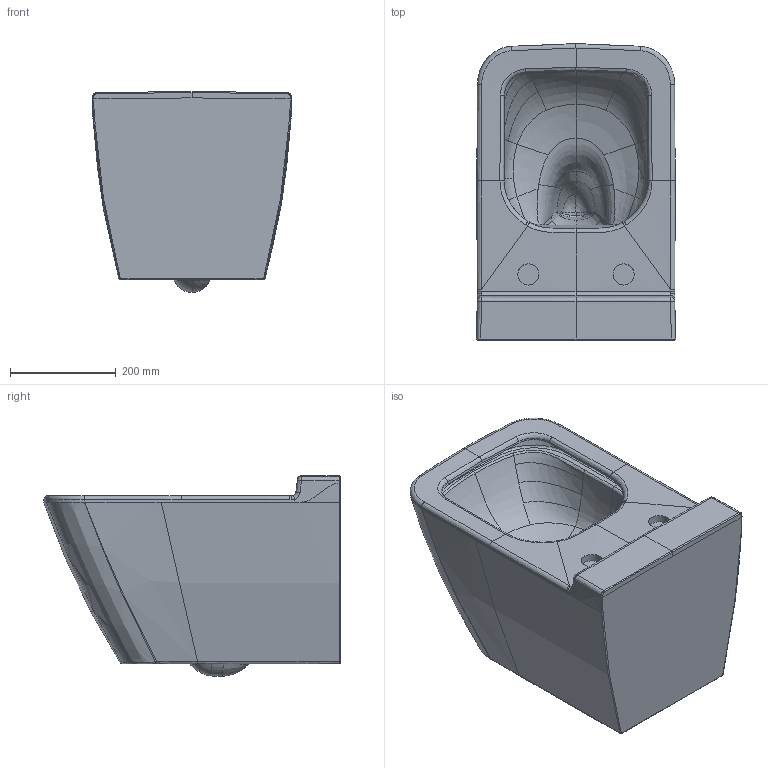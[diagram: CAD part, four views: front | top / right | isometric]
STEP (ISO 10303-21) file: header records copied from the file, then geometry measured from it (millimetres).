
FILE_DESCRIPTION(/* description */ (''),/* implementation_level */ '2;1');
FILE_NAME(/* name */ '4664R0_Sydney_WWC.stp',/* time_stamp */ '2019-01-21T08:39:42+01:00',/* author */ (''),/* organization */ (''),/* preprocessor_version */ 'ST-DEVELOPER v16',/* originating_system */ 'SIEMENS PLM Software NX 10.0',/* authorisation */ '');
FILE_SCHEMA (('AUTOMOTIVE_DESIGN { 1 0 10303 214 3 1 1 1 }'));
Products named in the file (1): math18184AE5o6pi
Bounding box: 376.05 x 560 x 379.41 mm (x, y, z)
Volume: 39941711.7 mm3; surface area: 1092601.8 mm2
Topology: 1 solids, 1 shells, 258 faces, 689 edges, 427 vertices
Faces by surface type: bspline 243, plane 7, extrusion 4, cylinder 2, sphere 2
Full cylindrical faces by diameter (mm): 40 x2
Entity records: 86769 total; most frequent: CARTESIAN_POINT 82558, ORIENTED_EDGE 1348, EDGE_CURVE 674, B_SPLINE_CURVE_WITH_KNOTS 571, VERTEX_POINT 424, EDGE_LOOP 262, ADVANCED_FACE 257, FACE_OUTER_BOUND 252
